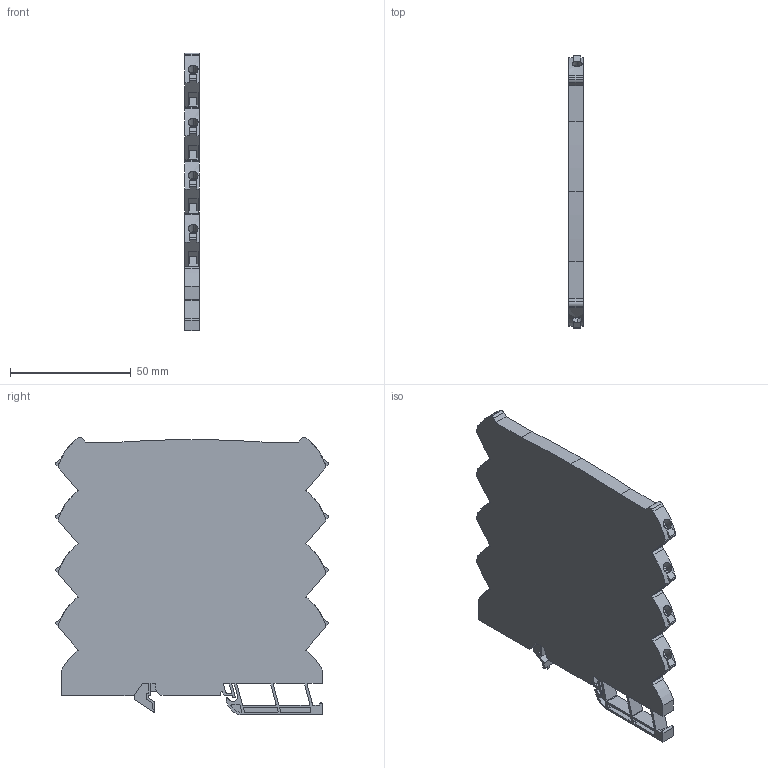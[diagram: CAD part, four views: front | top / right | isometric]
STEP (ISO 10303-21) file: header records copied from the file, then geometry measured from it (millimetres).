
FILE_DESCRIPTION (( 'STEP AP214' ), '1' );
FILE_NAME ('SC6-1111.step', '2018-06-26T13:42:43', ( '' ), ( '' ), 'SwSTEP 2.0', 'SolidWorks 2017', '' );
FILE_SCHEMA (( 'AUTOMOTIVE_DESIGN' ));
Length unit declared in the file: millimetre
Products named in the file (1): SC6-1111
Bounding box: 6.1 x 112.99 x 115 mm (x, y, z)
Volume: 65155.5 mm3; surface area: 28033.4 mm2
Topology: 1 solids, 1 shells, 435 faces, 1229 edges, 810 vertices
Faces by surface type: plane 328, cylinder 107
Entity records: 15647 total; most frequent: CARTESIAN_POINT 2939, ORIENTED_EDGE 2458, DIRECTION 2371, EDGE_CURVE 1229, VECTOR 927, LINE 927, VERTEX_POINT 810, AXIS2_PLACEMENT_3D 722
